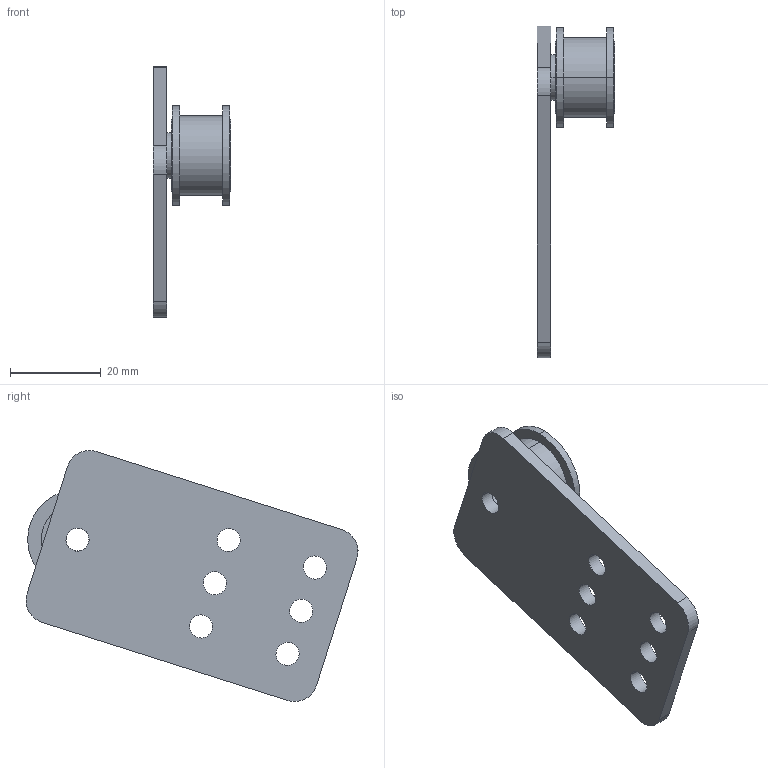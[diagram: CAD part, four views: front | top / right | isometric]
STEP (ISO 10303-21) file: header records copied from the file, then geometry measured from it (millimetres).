
FILE_DESCRIPTION(('FreeCAD Model'),'2;1');
FILE_NAME('Thruster-Belt.step', '2020-08-13T00:17:16',('Author'),(''), 'Open CASCADE STEP processor 7.3','FreeCAD','Unknown');
FILE_SCHEMA(('AUTOMOTIVE_DESIGN { 1 0 10303 214 1 1 1 1 }'));
Length unit declared in the file: millimetre
Products named in the file (6): Smooth_Idler_Pulley_Wheel1_001; Ball_Bearing_5_x_16_x_51_001; Ball_Bearing_5_x_16_x_51_002; Precision_Shim_10_x_5_x_11_001; Nylon_Spacer_0.125in1_001; Idler_Pulley_Plate1_001
Bounding box: 17.1 x 73.25 x 55.37 mm (x, y, z)
Volume: 10405.2 mm3; surface area: 9832.8 mm2
Topology: 6 solids, 6 shells, 90 faces, 198 edges, 132 vertices
Faces by surface type: cylinder 62, plane 28
Entity records: 5796 total; most frequent: CARTESIAN_POINT 1249, DIRECTION 828, ORIENTED_EDGE 396, PCURVE 396, DEFINITIONAL_REPRESENTATION 396, LINE 346, VECTOR 346, AXIS2_PLACEMENT_3D 215
